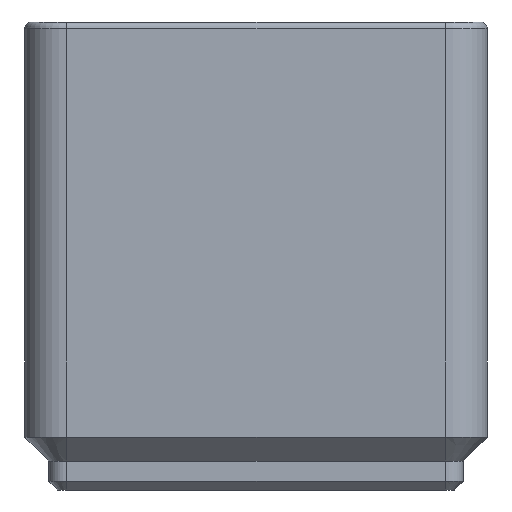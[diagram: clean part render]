
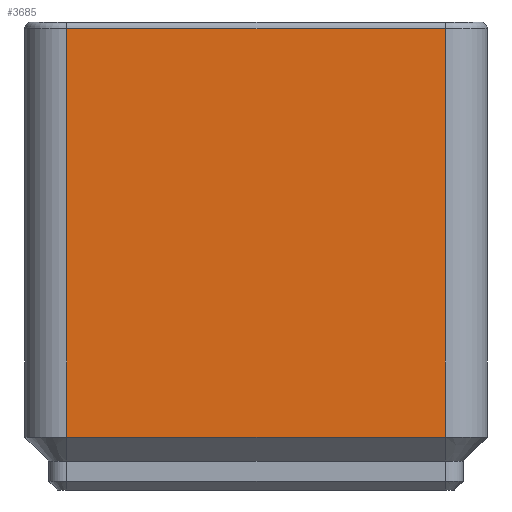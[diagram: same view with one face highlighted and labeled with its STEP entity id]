
A CAD part, left-side view. The second image highlights one B-rep face of the part: STEP entity #3685.
In plain terms, the highlighted planar face has unit normal (-1, 0, 0).
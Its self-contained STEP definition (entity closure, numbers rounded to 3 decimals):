
#686 = CYLINDRICAL_SURFACE('',#687,0.6);
#687 = AXIS2_PLACEMENT_3D('',#688,#689,#690);
#688 = CARTESIAN_POINT('',(0.85,4.,41.4));
#689 = DIRECTION('',(0.,-1.,0.));
#690 = DIRECTION('',(1.,0.,0.));
#1640 = VERTEX_POINT('',#1641);
#1641 = CARTESIAN_POINT('',(0.25,4.,41.4));
#1658 = CYLINDRICAL_SURFACE('',#1659,3.75);
#1659 = AXIS2_PLACEMENT_3D('',#1660,#1661,#1662);
#1660 = CARTESIAN_POINT('',(4.,4.,0.));
#1661 = DIRECTION('',(0.,0.,1.));
#1662 = DIRECTION('',(1.,0.,0.));
#1718 = EDGE_CURVE('',#1719,#1640,#1721,.T.);
#1719 = VERTEX_POINT('',#1720);
#1720 = CARTESIAN_POINT('',(0.25,38.,41.4));
#1721 = SURFACE_CURVE('',#1722,(#1726,#1733),.PCURVE_S1.);
#1722 = LINE('',#1723,#1724);
#1723 = CARTESIAN_POINT('',(0.25,4.,41.4));
#1724 = VECTOR('',#1725,1.);
#1725 = DIRECTION('',(0.,-1.,0.));
#1726 = PCURVE('',#686,#1727);
#1727 = DEFINITIONAL_REPRESENTATION('',(#1728),#1732);
#1728 = LINE('',#1729,#1730);
#1729 = CARTESIAN_POINT('',(3.142,0.));
#1730 = VECTOR('',#1731,1.);
#1731 = DIRECTION('',(0.,1.));
#1732 = ( GEOMETRIC_REPRESENTATION_CONTEXT(2) 
PARAMETRIC_REPRESENTATION_CONTEXT() REPRESENTATION_CONTEXT('2D SPACE',''
  ) );
#1733 = PCURVE('',#1734,#1739);
#1734 = PLANE('',#1735);
#1735 = AXIS2_PLACEMENT_3D('',#1736,#1737,#1738);
#1736 = CARTESIAN_POINT('',(0.25,21.,20.7));
#1737 = DIRECTION('',(-1.,0.,0.));
#1738 = DIRECTION('',(0.,0.,-1.));
#1739 = DEFINITIONAL_REPRESENTATION('',(#1740),#1744);
#1740 = LINE('',#1741,#1742);
#1741 = CARTESIAN_POINT('',(-20.7,17.));
#1742 = VECTOR('',#1743,1.);
#1743 = DIRECTION('',(0.,1.));
#1744 = ( GEOMETRIC_REPRESENTATION_CONTEXT(2) 
PARAMETRIC_REPRESENTATION_CONTEXT() REPRESENTATION_CONTEXT('2D SPACE',''
  ) );
#1845 = CYLINDRICAL_SURFACE('',#1846,3.75);
#1846 = AXIS2_PLACEMENT_3D('',#1847,#1848,#1849);
#1847 = CARTESIAN_POINT('',(4.,38.,0.));
#1848 = DIRECTION('',(0.,0.,1.));
#1849 = DIRECTION('',(1.,0.,0.));
#3612 = EDGE_CURVE('',#3613,#1640,#3615,.T.);
#3613 = VERTEX_POINT('',#3614);
#3614 = CARTESIAN_POINT('',(0.25,4.,4.75));
#3615 = SURFACE_CURVE('',#3616,(#3620,#3627),.PCURVE_S1.);
#3616 = LINE('',#3617,#3618);
#3617 = CARTESIAN_POINT('',(0.25,4.,0.));
#3618 = VECTOR('',#3619,1.);
#3619 = DIRECTION('',(0.,0.,1.));
#3620 = PCURVE('',#1658,#3621);
#3621 = DEFINITIONAL_REPRESENTATION('',(#3622),#3626);
#3622 = LINE('',#3623,#3624);
#3623 = CARTESIAN_POINT('',(3.142,0.));
#3624 = VECTOR('',#3625,1.);
#3625 = DIRECTION('',(0.,1.));
#3626 = ( GEOMETRIC_REPRESENTATION_CONTEXT(2) 
PARAMETRIC_REPRESENTATION_CONTEXT() REPRESENTATION_CONTEXT('2D SPACE',''
  ) );
#3627 = PCURVE('',#1734,#3628);
#3628 = DEFINITIONAL_REPRESENTATION('',(#3629),#3633);
#3629 = LINE('',#3630,#3631);
#3630 = CARTESIAN_POINT('',(20.7,17.));
#3631 = VECTOR('',#3632,1.);
#3632 = DIRECTION('',(-1.,0.));
#3633 = ( GEOMETRIC_REPRESENTATION_CONTEXT(2) 
PARAMETRIC_REPRESENTATION_CONTEXT() REPRESENTATION_CONTEXT('2D SPACE',''
  ) );
#3685 = ADVANCED_FACE('',(#3686),#1734,.T.);
#3686 = FACE_BOUND('',#3687,.T.);
#3687 = EDGE_LOOP('',(#3688,#3689,#3712,#3738));
#3688 = ORIENTED_EDGE('',*,*,#1718,.F.);
#3689 = ORIENTED_EDGE('',*,*,#3690,.F.);
#3690 = EDGE_CURVE('',#3691,#1719,#3693,.T.);
#3691 = VERTEX_POINT('',#3692);
#3692 = CARTESIAN_POINT('',(0.25,38.,4.75));
#3693 = SURFACE_CURVE('',#3694,(#3698,#3705),.PCURVE_S1.);
#3694 = LINE('',#3695,#3696);
#3695 = CARTESIAN_POINT('',(0.25,38.,0.));
#3696 = VECTOR('',#3697,1.);
#3697 = DIRECTION('',(0.,0.,1.));
#3698 = PCURVE('',#1734,#3699);
#3699 = DEFINITIONAL_REPRESENTATION('',(#3700),#3704);
#3700 = LINE('',#3701,#3702);
#3701 = CARTESIAN_POINT('',(20.7,-17.));
#3702 = VECTOR('',#3703,1.);
#3703 = DIRECTION('',(-1.,0.));
#3704 = ( GEOMETRIC_REPRESENTATION_CONTEXT(2) 
PARAMETRIC_REPRESENTATION_CONTEXT() REPRESENTATION_CONTEXT('2D SPACE',''
  ) );
#3705 = PCURVE('',#1845,#3706);
#3706 = DEFINITIONAL_REPRESENTATION('',(#3707),#3711);
#3707 = LINE('',#3708,#3709);
#3708 = CARTESIAN_POINT('',(3.142,0.));
#3709 = VECTOR('',#3710,1.);
#3710 = DIRECTION('',(0.,1.));
#3711 = ( GEOMETRIC_REPRESENTATION_CONTEXT(2) 
PARAMETRIC_REPRESENTATION_CONTEXT() REPRESENTATION_CONTEXT('2D SPACE',''
  ) );
#3712 = ORIENTED_EDGE('',*,*,#3713,.F.);
#3713 = EDGE_CURVE('',#3613,#3691,#3714,.T.);
#3714 = SURFACE_CURVE('',#3715,(#3719,#3726),.PCURVE_S1.);
#3715 = LINE('',#3716,#3717);
#3716 = CARTESIAN_POINT('',(0.25,12.5,4.75));
#3717 = VECTOR('',#3718,1.);
#3718 = DIRECTION('',(0.,1.,0.));
#3719 = PCURVE('',#1734,#3720);
#3720 = DEFINITIONAL_REPRESENTATION('',(#3721),#3725);
#3721 = LINE('',#3722,#3723);
#3722 = CARTESIAN_POINT('',(15.95,8.5));
#3723 = VECTOR('',#3724,1.);
#3724 = DIRECTION('',(0.,-1.));
#3725 = ( GEOMETRIC_REPRESENTATION_CONTEXT(2) 
PARAMETRIC_REPRESENTATION_CONTEXT() REPRESENTATION_CONTEXT('2D SPACE',''
  ) );
#3726 = PCURVE('',#3727,#3732);
#3727 = PLANE('',#3728);
#3728 = AXIS2_PLACEMENT_3D('',#3729,#3730,#3731);
#3729 = CARTESIAN_POINT('',(2.4,4.,2.6));
#3730 = DIRECTION('',(0.707,0.,0.707));
#3731 = DIRECTION('',(0.,-1.,0.));
#3732 = DEFINITIONAL_REPRESENTATION('',(#3733),#3737);
#3733 = LINE('',#3734,#3735);
#3734 = CARTESIAN_POINT('',(-8.5,-3.041));
#3735 = VECTOR('',#3736,1.);
#3736 = DIRECTION('',(-1.,0.));
#3737 = ( GEOMETRIC_REPRESENTATION_CONTEXT(2) 
PARAMETRIC_REPRESENTATION_CONTEXT() REPRESENTATION_CONTEXT('2D SPACE',''
  ) );
#3738 = ORIENTED_EDGE('',*,*,#3612,.T.);
